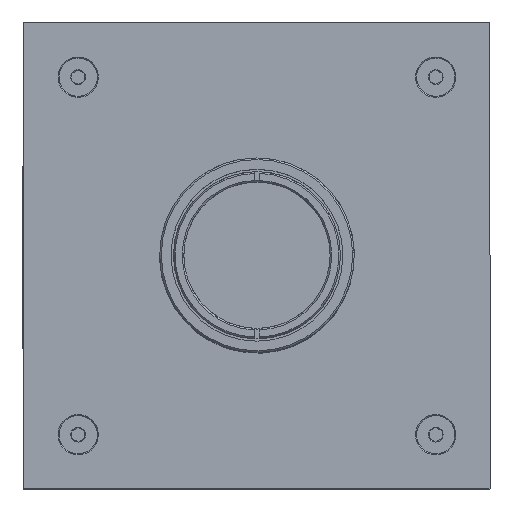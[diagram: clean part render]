
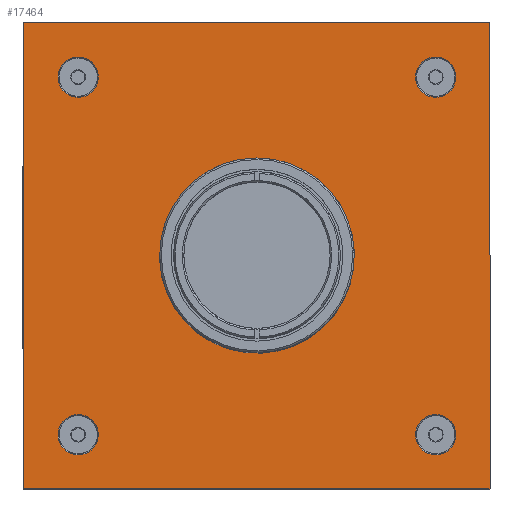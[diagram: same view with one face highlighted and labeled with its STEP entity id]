
A CAD part, top view. The second image highlights one B-rep face of the part: STEP entity #17464.
In plain terms, the highlighted planar face has unit normal (0, 0, 1).
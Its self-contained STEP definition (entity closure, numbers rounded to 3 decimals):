
#178 = CARTESIAN_POINT ( 'NONE',  ( 12.434, 48.453, 59.991 ) ) ;
#251 = DIRECTION ( 'NONE',  ( 0., 0., 1. ) ) ;
#445 = VERTEX_POINT ( 'NONE', #19999 ) ;
#569 = VERTEX_POINT ( 'NONE', #23475 ) ;
#702 = CARTESIAN_POINT ( 'NONE',  ( 15.584, 48.453, 59.991 ) ) ;
#719 = CARTESIAN_POINT ( 'NONE',  ( -40.416, -7.547, 59.991 ) ) ;
#965 = DIRECTION ( 'NONE',  ( 0., 0., 1. ) ) ;
#987 = ORIENTED_EDGE ( 'NONE', *, *, #26016, .T. ) ;
#1019 = AXIS2_PLACEMENT_3D ( 'NONE', #26579, #8098, #29729 ) ;
#1247 = VERTEX_POINT ( 'NONE', #31336 ) ;
#1539 = CARTESIAN_POINT ( 'NONE',  ( -43.566, -7.547, 59.991 ) ) ;
#1631 = CARTESIAN_POINT ( 'NONE',  ( -48.916, 56.953, 59.991 ) ) ;
#1931 = VERTEX_POINT ( 'NONE', #4572 ) ;
#1999 = DIRECTION ( 'NONE',  ( 0., 0., 1. ) ) ;
#2291 = VERTEX_POINT ( 'NONE', #37142 ) ;
#2367 = CARTESIAN_POINT ( 'NONE',  ( -48.916, -16.047, 59.991 ) ) ;
#3094 = FACE_BOUND ( 'NONE', #23156, .T. ) ;
#3383 = ORIENTED_EDGE ( 'NONE', *, *, #7401, .F. ) ;
#3492 = CIRCLE ( 'NONE', #19420, 3.15 ) ;
#3806 = DIRECTION ( 'NONE',  ( 1., 0., 0. ) ) ;
#3819 = DIRECTION ( 'NONE',  ( 1., 0., 0. ) ) ;
#3966 = VERTEX_POINT ( 'NONE', #32220 ) ;
#4572 = CARTESIAN_POINT ( 'NONE',  ( 24.084, 56.953, 59.991 ) ) ;
#4790 = DIRECTION ( 'NONE',  ( 0., 0., 1. ) ) ;
#5134 = AXIS2_PLACEMENT_3D ( 'NONE', #20509, #1999, #23603 ) ;
#5208 = AXIS2_PLACEMENT_3D ( 'NONE', #18765, #251, #21850 ) ;
#5352 = EDGE_LOOP ( 'NONE', ( #39860, #37866 ) ) ;
#5856 = DIRECTION ( 'NONE',  ( 0., 0., 1. ) ) ;
#5859 = ORIENTED_EDGE ( 'NONE', *, *, #20283, .F. ) ;
#6072 = EDGE_CURVE ( 'NONE', #15520, #569, #21927, .T. ) ;
#6550 = LINE ( 'NONE', #31766, #14768 ) ;
#6591 = CIRCLE ( 'NONE', #5134, 3.15 ) ;
#7401 = EDGE_CURVE ( 'NONE', #2291, #10611, #3492, .T. ) ;
#7934 = DIRECTION ( 'NONE',  ( 0., 1., 0. ) ) ;
#8098 = DIRECTION ( 'NONE',  ( 0., 0., 1. ) ) ;
#8715 = ORIENTED_EDGE ( 'NONE', *, *, #9838, .T. ) ;
#8992 = DIRECTION ( 'NONE',  ( 0., 0., 1. ) ) ;
#9049 = ORIENTED_EDGE ( 'NONE', *, *, #31114, .F. ) ;
#9276 = LINE ( 'NONE', #26408, #10248 ) ;
#9838 = EDGE_CURVE ( 'NONE', #18928, #445, #39138, .T. ) ;
#10128 = DIRECTION ( 'NONE',  ( 0., 0., 1. ) ) ;
#10248 = VECTOR ( 'NONE', #7934, 1000. ) ;
#10415 = ORIENTED_EDGE ( 'NONE', *, *, #25678, .F. ) ;
#10611 = VERTEX_POINT ( 'NONE', #12273 ) ;
#10655 = CIRCLE ( 'NONE', #38969, 3.15 ) ;
#10817 = EDGE_CURVE ( 'NONE', #39654, #1931, #9276, .T. ) ;
#11321 = FACE_BOUND ( 'NONE', #5352, .T. ) ;
#11615 = EDGE_LOOP ( 'NONE', ( #9049, #32418 ) ) ;
#11746 = ORIENTED_EDGE ( 'NONE', *, *, #36045, .T. ) ;
#11856 = CARTESIAN_POINT ( 'NONE',  ( 24.084, -16.047, 59.991 ) ) ;
#12273 = CARTESIAN_POINT ( 'NONE',  ( -37.266, 48.453, 59.991 ) ) ;
#12309 = FACE_BOUND ( 'NONE', #28095, .T. ) ;
#12324 = AXIS2_PLACEMENT_3D ( 'NONE', #19471, #965, #22551 ) ;
#12492 = ORIENTED_EDGE ( 'NONE', *, *, #25696, .F. ) ;
#13488 = LINE ( 'NONE', #2367, #39099 ) ;
#14340 = AXIS2_PLACEMENT_3D ( 'NONE', #719, #22310, #3819 ) ;
#14768 = VECTOR ( 'NONE', #37976, 1000. ) ;
#15520 = VERTEX_POINT ( 'NONE', #38209 ) ;
#15992 = DIRECTION ( 'NONE',  ( 0., 0., 1. ) ) ;
#16336 = AXIS2_PLACEMENT_3D ( 'NONE', #702, #22296, #3806 ) ;
#16356 = AXIS2_PLACEMENT_3D ( 'NONE', #28651, #10128, #31782 ) ;
#17464 = ADVANCED_FACE ( 'NONE', ( #19554, #12309, #27774, #11321, #3094, #35046 ), #36701, .T. ) ;
#18166 = CARTESIAN_POINT ( 'NONE',  ( -48.916, 56.953, 59.991 ) ) ;
#18765 = CARTESIAN_POINT ( 'NONE',  ( 15.584, 48.453, 59.991 ) ) ;
#18928 = VERTEX_POINT ( 'NONE', #18166 ) ;
#19420 = AXIS2_PLACEMENT_3D ( 'NONE', #23287, #4790, #26392 ) ;
#19471 = CARTESIAN_POINT ( 'NONE',  ( -12.416, 20.453, 59.991 ) ) ;
#19554 = FACE_BOUND ( 'NONE', #21910, .T. ) ;
#19594 = VERTEX_POINT ( 'NONE', #178 ) ;
#19937 = CARTESIAN_POINT ( 'NONE',  ( 18.734, -7.547, 59.991 ) ) ;
#19999 = CARTESIAN_POINT ( 'NONE',  ( -48.916, -16.047, 59.991 ) ) ;
#20283 = EDGE_CURVE ( 'NONE', #3966, #33737, #21330, .T. ) ;
#20509 = CARTESIAN_POINT ( 'NONE',  ( -40.416, 48.453, 59.991 ) ) ;
#20642 = AXIS2_PLACEMENT_3D ( 'NONE', #39813, #8992, #30651 ) ;
#21330 = CIRCLE ( 'NONE', #16356, 3.15 ) ;
#21401 = EDGE_CURVE ( 'NONE', #30878, #34866, #10655, .T. ) ;
#21850 = DIRECTION ( 'NONE',  ( 1., 0., 0. ) ) ;
#21910 = EDGE_LOOP ( 'NONE', ( #24177, #31511 ) ) ;
#21927 = CIRCLE ( 'NONE', #30284, 15.25 ) ;
#22296 = DIRECTION ( 'NONE',  ( 0., 0., 1. ) ) ;
#22310 = DIRECTION ( 'NONE',  ( 0., 0., 1. ) ) ;
#22551 = DIRECTION ( 'NONE',  ( 1., 0., 0. ) ) ;
#22569 = ORIENTED_EDGE ( 'NONE', *, *, #10817, .T. ) ;
#22600 = EDGE_CURVE ( 'NONE', #569, #15520, #26557, .T. ) ;
#23156 = EDGE_LOOP ( 'NONE', ( #10415, #5859 ) ) ;
#23287 = CARTESIAN_POINT ( 'NONE',  ( -40.416, 48.453, 59.991 ) ) ;
#23475 = CARTESIAN_POINT ( 'NONE',  ( -26.503, 14.611, 59.991 ) ) ;
#23603 = DIRECTION ( 'NONE',  ( 1., 0., 0. ) ) ;
#24177 = ORIENTED_EDGE ( 'NONE', *, *, #22600, .F. ) ;
#24341 = CARTESIAN_POINT ( 'NONE',  ( -12.416, 20.453, 59.991 ) ) ;
#25678 = EDGE_CURVE ( 'NONE', #33737, #3966, #30318, .T. ) ;
#25696 = EDGE_CURVE ( 'NONE', #10611, #2291, #6591, .T. ) ;
#26016 = EDGE_CURVE ( 'NONE', #1931, #18928, #6550, .T. ) ;
#26392 = DIRECTION ( 'NONE',  ( 1., 0., 0. ) ) ;
#26408 = CARTESIAN_POINT ( 'NONE',  ( 24.084, 56.953, 59.991 ) ) ;
#26557 = CIRCLE ( 'NONE', #12324, 15.25 ) ;
#26579 = CARTESIAN_POINT ( 'NONE',  ( 15.584, -7.547, 59.991 ) ) ;
#27461 = EDGE_CURVE ( 'NONE', #19594, #1247, #37650, .T. ) ;
#27481 = DIRECTION ( 'NONE',  ( 1., 0., 0. ) ) ;
#27774 = FACE_BOUND ( 'NONE', #11615, .T. ) ;
#28095 = EDGE_LOOP ( 'NONE', ( #12492, #3383 ) ) ;
#28651 = CARTESIAN_POINT ( 'NONE',  ( 15.584, -7.547, 59.991 ) ) ;
#28993 = VECTOR ( 'NONE', #32759, 1000. ) ;
#29729 = DIRECTION ( 'NONE',  ( 1., 0., 0. ) ) ;
#30284 = AXIS2_PLACEMENT_3D ( 'NONE', #24341, #5856, #27481 ) ;
#30318 = CIRCLE ( 'NONE', #1019, 3.15 ) ;
#30651 = DIRECTION ( 'NONE',  ( 1., 0., 0. ) ) ;
#30878 = VERTEX_POINT ( 'NONE', #36715 ) ;
#31114 = EDGE_CURVE ( 'NONE', #1247, #19594, #31219, .T. ) ;
#31219 = CIRCLE ( 'NONE', #16336, 3.15 ) ;
#31336 = CARTESIAN_POINT ( 'NONE',  ( 18.734, 48.453, 59.991 ) ) ;
#31511 = ORIENTED_EDGE ( 'NONE', *, *, #6072, .F. ) ;
#31766 = CARTESIAN_POINT ( 'NONE',  ( -48.916, 56.953, 59.991 ) ) ;
#31782 = DIRECTION ( 'NONE',  ( 1., 0., 0. ) ) ;
#32220 = CARTESIAN_POINT ( 'NONE',  ( 12.434, -7.547, 59.991 ) ) ;
#32418 = ORIENTED_EDGE ( 'NONE', *, *, #27461, .F. ) ;
#32683 = EDGE_CURVE ( 'NONE', #34866, #30878, #38833, .T. ) ;
#32759 = DIRECTION ( 'NONE',  ( 0., -1., 0. ) ) ;
#33737 = VERTEX_POINT ( 'NONE', #19937 ) ;
#34515 = CARTESIAN_POINT ( 'NONE',  ( -40.416, -7.547, 59.991 ) ) ;
#34866 = VERTEX_POINT ( 'NONE', #1539 ) ;
#35046 = FACE_OUTER_BOUND ( 'NONE', #38309, .T. ) ;
#36045 = EDGE_CURVE ( 'NONE', #445, #39654, #13488, .T. ) ;
#36701 = PLANE ( 'NONE',  #20642 ) ;
#36715 = CARTESIAN_POINT ( 'NONE',  ( -37.266, -7.547, 59.991 ) ) ;
#37142 = CARTESIAN_POINT ( 'NONE',  ( -43.566, 48.453, 59.991 ) ) ;
#37630 = DIRECTION ( 'NONE',  ( 1., 0., 0. ) ) ;
#37650 = CIRCLE ( 'NONE', #5208, 3.15 ) ;
#37866 = ORIENTED_EDGE ( 'NONE', *, *, #32683, .F. ) ;
#37976 = DIRECTION ( 'NONE',  ( -1., 0., 0. ) ) ;
#38209 = CARTESIAN_POINT ( 'NONE',  ( 1.671, 26.294, 59.991 ) ) ;
#38309 = EDGE_LOOP ( 'NONE', ( #8715, #11746, #22569, #987 ) ) ;
#38833 = CIRCLE ( 'NONE', #14340, 3.15 ) ;
#38969 = AXIS2_PLACEMENT_3D ( 'NONE', #34515, #15992, #37630 ) ;
#39099 = VECTOR ( 'NONE', #39156, 1000. ) ;
#39138 = LINE ( 'NONE', #1631, #28993 ) ;
#39156 = DIRECTION ( 'NONE',  ( 1., 0., 0. ) ) ;
#39654 = VERTEX_POINT ( 'NONE', #11856 ) ;
#39813 = CARTESIAN_POINT ( 'NONE',  ( -48.916, -16.047, 59.991 ) ) ;
#39860 = ORIENTED_EDGE ( 'NONE', *, *, #21401, .F. ) ;
